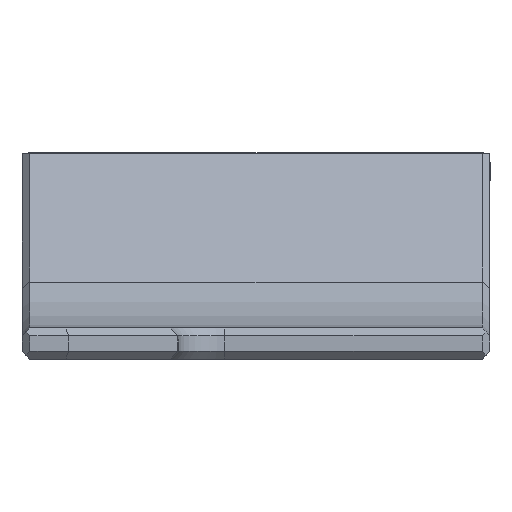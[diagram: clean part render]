
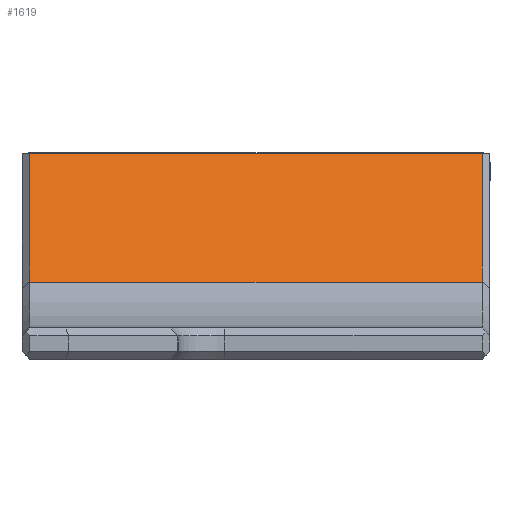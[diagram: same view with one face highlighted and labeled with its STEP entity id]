
A CAD part, left-side view. The second image highlights one B-rep face of the part: STEP entity #1619.
In plain terms, the highlighted planar face has unit normal (-0.634, 0, 0.773).
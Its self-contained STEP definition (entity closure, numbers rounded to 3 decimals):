
#66 = PLANE ( 'NONE',  #623 ) ;
#85 = DIRECTION ( 'NONE',  ( -0.773, 0., -0.634 ) ) ;
#108 = EDGE_CURVE ( 'NONE', #1546, #361, #1518, .T. ) ;
#142 = DIRECTION ( 'NONE',  ( 0., -1., 0. ) ) ;
#361 = VERTEX_POINT ( 'NONE', #1576 ) ;
#381 = CARTESIAN_POINT ( 'NONE',  ( 86.279, 30., -105.24 ) ) ;
#395 = EDGE_CURVE ( 'NONE', #361, #1687, #1400, .T. ) ;
#398 = DIRECTION ( 'NONE',  ( -0.773, 0., -0.634 ) ) ;
#419 = EDGE_CURVE ( 'NONE', #1546, #652, #847, .T. ) ;
#545 = CARTESIAN_POINT ( 'NONE',  ( 218.242, 0.5, 2.947 ) ) ;
#581 = CARTESIAN_POINT ( 'NONE',  ( 218.242, 29.5, 2.947 ) ) ;
#596 = ORIENTED_EDGE ( 'NONE', *, *, #108, .F. ) ;
#623 = AXIS2_PLACEMENT_3D ( 'NONE', #381, #1517, #85 ) ;
#650 = VECTOR ( 'NONE', #1526, 1000. ) ;
#651 = VECTOR ( 'NONE', #1438, 1000. ) ;
#652 = VERTEX_POINT ( 'NONE', #545 ) ;
#741 = CARTESIAN_POINT ( 'NONE',  ( 228.345, 0.5, 11.23 ) ) ;
#779 = VECTOR ( 'NONE', #398, 1000. ) ;
#847 = LINE ( 'NONE', #1102, #2054 ) ;
#909 = FACE_OUTER_BOUND ( 'NONE', #1876, .T. ) ;
#1102 = CARTESIAN_POINT ( 'NONE',  ( 218.242, 30., 2.947 ) ) ;
#1400 = LINE ( 'NONE', #1896, #651 ) ;
#1438 = DIRECTION ( 'NONE',  ( 0., -1., 0. ) ) ;
#1517 = DIRECTION ( 'NONE',  ( 0.634, 0., -0.773 ) ) ;
#1518 = LINE ( 'NONE', #1688, #650 ) ;
#1526 = DIRECTION ( 'NONE',  ( 0.773, 0., 0.634 ) ) ;
#1546 = VERTEX_POINT ( 'NONE', #581 ) ;
#1576 = CARTESIAN_POINT ( 'NONE',  ( 228.345, 29.5, 11.23 ) ) ;
#1597 = EDGE_CURVE ( 'NONE', #1687, #652, #1643, .T. ) ;
#1619 = ADVANCED_FACE ( 'NONE', ( #909 ), #66, .F. ) ;
#1643 = LINE ( 'NONE', #1847, #779 ) ;
#1687 = VERTEX_POINT ( 'NONE', #741 ) ;
#1688 = CARTESIAN_POINT ( 'NONE',  ( 86.279, 29.5, -105.24 ) ) ;
#1784 = ORIENTED_EDGE ( 'NONE', *, *, #419, .T. ) ;
#1800 = ORIENTED_EDGE ( 'NONE', *, *, #395, .F. ) ;
#1847 = CARTESIAN_POINT ( 'NONE',  ( 86.279, 0.5, -105.24 ) ) ;
#1876 = EDGE_LOOP ( 'NONE', ( #1971, #1800, #596, #1784 ) ) ;
#1896 = CARTESIAN_POINT ( 'NONE',  ( 228.345, 30., 11.23 ) ) ;
#1971 = ORIENTED_EDGE ( 'NONE', *, *, #1597, .F. ) ;
#2054 = VECTOR ( 'NONE', #142, 1000. ) ;
